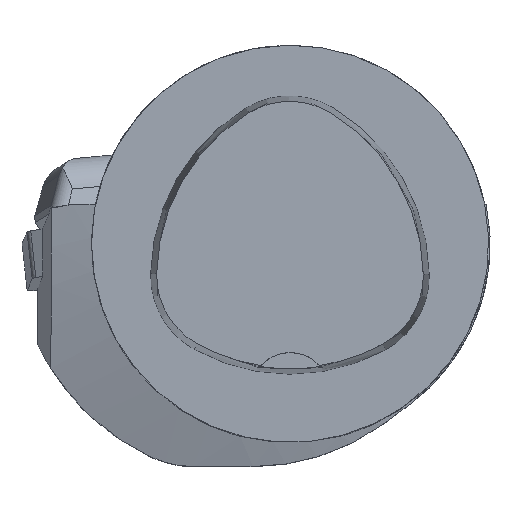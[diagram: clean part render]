
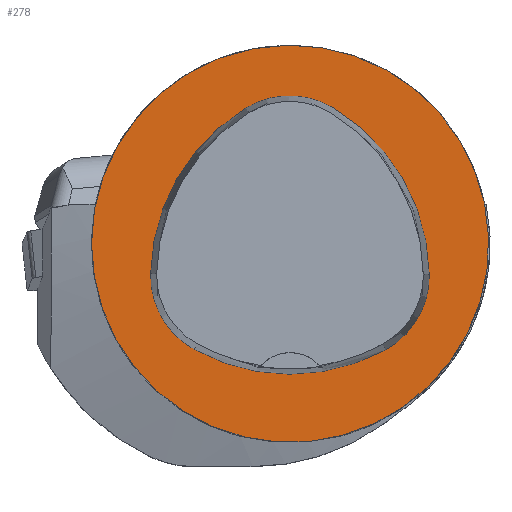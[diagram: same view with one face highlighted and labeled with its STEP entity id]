
A CAD part, top view. The second image highlights one B-rep face of the part: STEP entity #278.
In plain terms, the highlighted planar face has unit normal (0, 0, 1).
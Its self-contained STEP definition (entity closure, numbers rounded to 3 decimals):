
#278=ADVANCED_FACE('',(#686,#687),#352,.T.);
#352=PLANE('',#1886);
#686=FACE_BOUND('',#732,.T.);
#687=FACE_BOUND('',#733,.T.);
#732=EDGE_LOOP('',(#1001,#1002,#1003,#1004,#1005,#1006));
#733=EDGE_LOOP('',(#1007));
#1001=ORIENTED_EDGE('',*,*,#1565,.T.);
#1002=ORIENTED_EDGE('',*,*,#1545,.T.);
#1003=ORIENTED_EDGE('',*,*,#1549,.T.);
#1004=ORIENTED_EDGE('',*,*,#1552,.T.);
#1005=ORIENTED_EDGE('',*,*,#1555,.T.);
#1006=ORIENTED_EDGE('',*,*,#1563,.T.);
#1007=ORIENTED_EDGE('',*,*,#1514,.F.);
#1336=VERTEX_POINT('',#2708);
#1364=VERTEX_POINT('',#2816);
#1365=VERTEX_POINT('',#2817);
#1368=VERTEX_POINT('',#2825);
#1370=VERTEX_POINT('',#2831);
#1372=VERTEX_POINT('',#2837);
#1379=VERTEX_POINT('',#2858);
#1514=EDGE_CURVE('',#1336,#1336,#1683,.T.);
#1545=EDGE_CURVE('',#1364,#1365,#1686,.T.);
#1549=EDGE_CURVE('',#1365,#1368,#1688,.T.);
#1552=EDGE_CURVE('',#1368,#1370,#1690,.T.);
#1555=EDGE_CURVE('',#1370,#1372,#1692,.T.);
#1563=EDGE_CURVE('',#1372,#1379,#1696,.T.);
#1565=EDGE_CURVE('',#1379,#1364,#1698,.T.);
#1683=CIRCLE('',#1850,20.);
#1686=CIRCLE('',#1864,20.);
#1688=CIRCLE('',#1867,8.5);
#1690=CIRCLE('',#1870,20.);
#1692=CIRCLE('',#1873,8.5);
#1696=CIRCLE('',#1878,20.);
#1698=CIRCLE('',#1881,8.5);
#1850=AXIS2_PLACEMENT_3D('',#2707,#2139,#2140);
#1864=AXIS2_PLACEMENT_3D('',#2815,#2175,#2176);
#1867=AXIS2_PLACEMENT_3D('',#2824,#2183,#2184);
#1870=AXIS2_PLACEMENT_3D('',#2830,#2190,#2191);
#1873=AXIS2_PLACEMENT_3D('',#2836,#2197,#2198);
#1878=AXIS2_PLACEMENT_3D('',#2859,#2209,#2210);
#1881=AXIS2_PLACEMENT_3D('',#2862,#2215,#2216);
#1886=AXIS2_PLACEMENT_3D('',#2867,#2225,#2226);
#2139=DIRECTION('',(0.,0.,-1.));
#2140=DIRECTION('',(-1.,0.,0.));
#2175=DIRECTION('',(0.,0.,-1.));
#2176=DIRECTION('',(-1.,0.,0.));
#2183=DIRECTION('',(0.,0.,-1.));
#2184=DIRECTION('',(-1.,0.,0.));
#2190=DIRECTION('',(0.,0.,-1.));
#2191=DIRECTION('',(-1.,0.,0.));
#2197=DIRECTION('',(0.,0.,-1.));
#2198=DIRECTION('',(-1.,0.,0.));
#2209=DIRECTION('',(0.,0.,-1.));
#2210=DIRECTION('',(-1.,0.,0.));
#2215=DIRECTION('',(0.,0.,-1.));
#2216=DIRECTION('',(-1.,0.,0.));
#2225=DIRECTION('',(0.,0.,1.));
#2226=DIRECTION('',(1.,0.,0.));
#2707=CARTESIAN_POINT('',(0.,0.,0.));
#2708=CARTESIAN_POINT('',(-20.,0.,0.));
#2815=CARTESIAN_POINT('',(5.955,-3.414,0.));
#2816=CARTESIAN_POINT('',(-14.041,-3.042,0.));
#2817=CARTESIAN_POINT('',(-4.472,13.653,0.));
#2824=CARTESIAN_POINT('',(-0.04,6.4,0.));
#2825=CARTESIAN_POINT('',(4.347,13.68,0.));
#2830=CARTESIAN_POINT('',(-5.976,-3.45,0.));
#2831=CARTESIAN_POINT('',(14.021,-3.075,0.));
#2836=CARTESIAN_POINT('',(5.522,-3.235,0.));
#2837=CARTESIAN_POINT('',(9.588,-10.699,0.));
#2858=CARTESIAN_POINT('',(-9.655,-10.639,0.));
#2859=CARTESIAN_POINT('',(0.022,6.864,0.));
#2862=CARTESIAN_POINT('',(-5.543,-3.2,0.));
#2867=CARTESIAN_POINT('',(0.,0.,0.));
